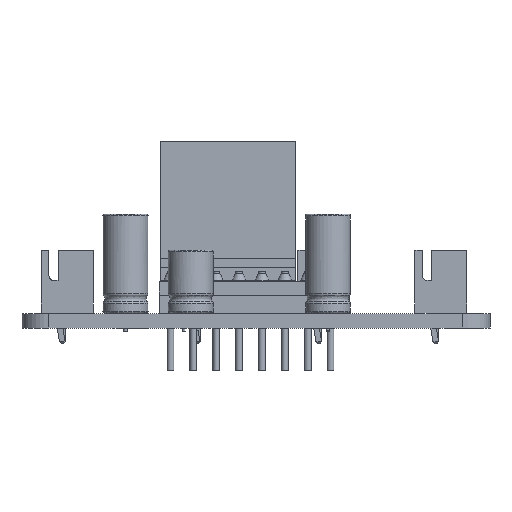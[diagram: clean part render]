
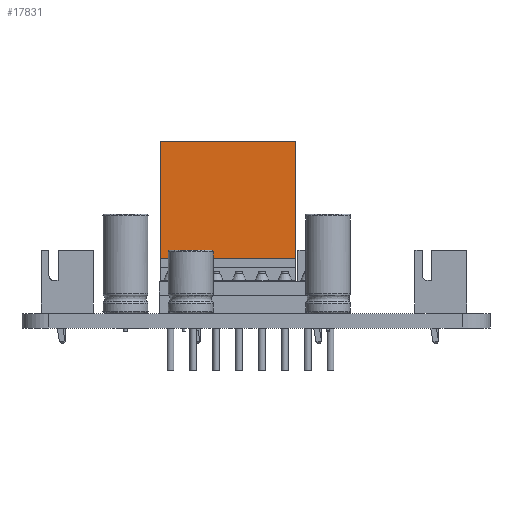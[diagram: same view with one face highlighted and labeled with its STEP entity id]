
A CAD part, left-side view. The second image highlights one B-rep face of the part: STEP entity #17831.
In plain terms, the highlighted face is planar.
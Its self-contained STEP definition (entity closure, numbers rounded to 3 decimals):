
#17156 = VERTEX_POINT('',#17157);
#17157 = CARTESIAN_POINT('',(7.5,5.,2.5));
#17233 = EDGE_CURVE('',#17156,#17234,#17236,.T.);
#17234 = VERTEX_POINT('',#17235);
#17235 = CARTESIAN_POINT('',(7.5,-10.,2.5));
#17236 = LINE('',#17237,#17238);
#17237 = CARTESIAN_POINT('',(7.5,5.,2.5));
#17238 = VECTOR('',#17239,1.);
#17239 = DIRECTION('',(0.,-1.,0.));
#17723 = VERTEX_POINT('',#17724);
#17724 = CARTESIAN_POINT('',(7.5,5.,15.5));
#17730 = EDGE_CURVE('',#17156,#17723,#17731,.T.);
#17731 = LINE('',#17732,#17733);
#17732 = CARTESIAN_POINT('',(7.5,5.,2.5));
#17733 = VECTOR('',#17734,1.);
#17734 = DIRECTION('',(0.,0.,1.));
#17831 = ADVANCED_FACE('',(#17832),#17850,.T.);
#17832 = FACE_BOUND('',#17833,.T.);
#17833 = EDGE_LOOP('',(#17834,#17835,#17843,#17849));
#17834 = ORIENTED_EDGE('',*,*,#17730,.T.);
#17835 = ORIENTED_EDGE('',*,*,#17836,.T.);
#17836 = EDGE_CURVE('',#17723,#17837,#17839,.T.);
#17837 = VERTEX_POINT('',#17838);
#17838 = CARTESIAN_POINT('',(7.5,-10.,15.5));
#17839 = LINE('',#17840,#17841);
#17840 = CARTESIAN_POINT('',(7.5,5.,15.5));
#17841 = VECTOR('',#17842,1.);
#17842 = DIRECTION('',(0.,-1.,0.));
#17843 = ORIENTED_EDGE('',*,*,#17844,.F.);
#17844 = EDGE_CURVE('',#17234,#17837,#17845,.T.);
#17845 = LINE('',#17846,#17847);
#17846 = CARTESIAN_POINT('',(7.5,-10.,2.5));
#17847 = VECTOR('',#17848,1.);
#17848 = DIRECTION('',(0.,0.,1.));
#17849 = ORIENTED_EDGE('',*,*,#17233,.F.);
#17850 = PLANE('',#17851);
#17851 = AXIS2_PLACEMENT_3D('',#17852,#17853,#17854);
#17852 = CARTESIAN_POINT('',(7.5,5.,2.5));
#17853 = DIRECTION('',(1.,0.,0.));
#17854 = DIRECTION('',(0.,-1.,0.));
